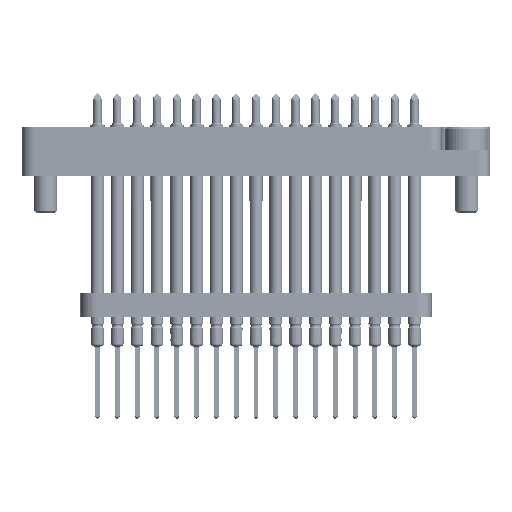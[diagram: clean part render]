
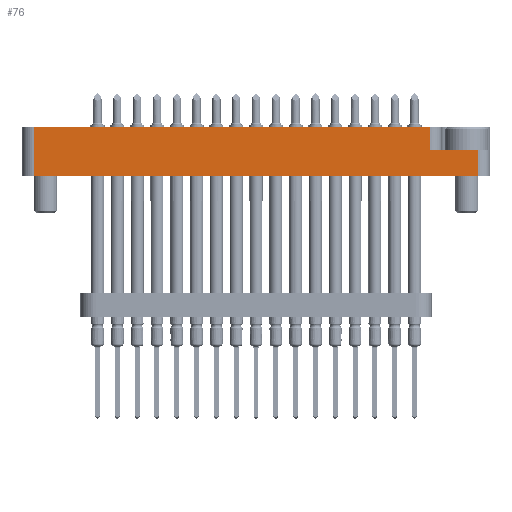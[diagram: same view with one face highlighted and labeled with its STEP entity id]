
A CAD part, left-side view. The second image highlights one B-rep face of the part: STEP entity #76.
In plain terms, the highlighted planar face has unit normal (-1, 0, 0).
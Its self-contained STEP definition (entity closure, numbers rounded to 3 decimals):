
#76 = ADVANCED_FACE ( 'NONE', ( #13043 ), #39773, .F. ) ;
#1051 = VECTOR ( 'NONE', #10705, 1000. ) ;
#1652 = CARTESIAN_POINT ( 'NONE',  ( -14.35, -22.25, 0.175 ) ) ;
#1704 = EDGE_CURVE ( 'NONE', #5799, #17644, #30925, .T. ) ;
#2480 = VERTEX_POINT ( 'NONE', #39088 ) ;
#2908 = AXIS2_PLACEMENT_3D ( 'NONE', #36879, #18553, #29400 ) ;
#4191 = LINE ( 'NONE', #44199, #1051 ) ;
#4196 = VECTOR ( 'NONE', #37980, 1000. ) ;
#4199 = ORIENTED_EDGE ( 'NONE', *, *, #30434, .F. ) ;
#4861 = CARTESIAN_POINT ( 'NONE',  ( -14.35, -28.5, 0.175 ) ) ;
#5134 = DIRECTION ( 'NONE',  ( 0., -1., 0. ) ) ;
#5799 = VERTEX_POINT ( 'NONE', #1652 ) ;
#7008 = LINE ( 'NONE', #14727, #29306 ) ;
#7092 = VECTOR ( 'NONE', #42642, 1000. ) ;
#7333 = ORIENTED_EDGE ( 'NONE', *, *, #46607, .T. ) ;
#10705 = DIRECTION ( 'NONE',  ( 0., -1., 0. ) ) ;
#10738 = CARTESIAN_POINT ( 'NONE',  ( -14.35, -22.25, 3.175 ) ) ;
#11416 = CARTESIAN_POINT ( 'NONE',  ( -14.35, -30., 3.175 ) ) ;
#12840 = VERTEX_POINT ( 'NONE', #10738 ) ;
#13043 = FACE_OUTER_BOUND ( 'NONE', #45420, .T. ) ;
#14727 = CARTESIAN_POINT ( 'NONE',  ( -14.35, 28.5, 3.175 ) ) ;
#16533 = CARTESIAN_POINT ( 'NONE',  ( -14.35, -22.25, 3.175 ) ) ;
#17644 = VERTEX_POINT ( 'NONE', #4861 ) ;
#18553 = DIRECTION ( 'NONE',  ( 1., 0., 0. ) ) ;
#19833 = VECTOR ( 'NONE', #5134, 1000. ) ;
#20246 = CARTESIAN_POINT ( 'NONE',  ( -14.35, -28.5, 3.175 ) ) ;
#20989 = ORIENTED_EDGE ( 'NONE', *, *, #25054, .T. ) ;
#22822 = EDGE_CURVE ( 'NONE', #2480, #17644, #34448, .T. ) ;
#23270 = LINE ( 'NONE', #16533, #4196 ) ;
#23441 = CARTESIAN_POINT ( 'NONE',  ( -14.35, -30., 0.175 ) ) ;
#24016 = CARTESIAN_POINT ( 'NONE',  ( -14.35, 28.5, 3.175 ) ) ;
#25054 = EDGE_CURVE ( 'NONE', #5799, #12840, #23270, .T. ) ;
#29030 = LINE ( 'NONE', #11416, #47134 ) ;
#29306 = VECTOR ( 'NONE', #44114, 1000. ) ;
#29400 = DIRECTION ( 'NONE',  ( 0., 0., -1. ) ) ;
#30434 = EDGE_CURVE ( 'NONE', #44676, #12840, #29030, .T. ) ;
#30575 = ORIENTED_EDGE ( 'NONE', *, *, #34171, .T. ) ;
#30925 = LINE ( 'NONE', #23441, #19833 ) ;
#34171 = EDGE_CURVE ( 'NONE', #38240, #2480, #4191, .T. ) ;
#34448 = LINE ( 'NONE', #20246, #7092 ) ;
#36879 = CARTESIAN_POINT ( 'NONE',  ( -14.35, -30., 3.175 ) ) ;
#37980 = DIRECTION ( 'NONE',  ( 0., 0., 1. ) ) ;
#38240 = VERTEX_POINT ( 'NONE', #46733 ) ;
#39088 = CARTESIAN_POINT ( 'NONE',  ( -14.35, -28.5, -3.175 ) ) ;
#39773 = PLANE ( 'NONE',  #2908 ) ;
#40368 = DIRECTION ( 'NONE',  ( 0., -1., 0. ) ) ;
#41597 = ORIENTED_EDGE ( 'NONE', *, *, #1704, .F. ) ;
#42642 = DIRECTION ( 'NONE',  ( 0., 0., 1. ) ) ;
#44114 = DIRECTION ( 'NONE',  ( 0., 0., -1. ) ) ;
#44199 = CARTESIAN_POINT ( 'NONE',  ( -14.35, -30., -3.175 ) ) ;
#44676 = VERTEX_POINT ( 'NONE', #24016 ) ;
#45085 = ORIENTED_EDGE ( 'NONE', *, *, #22822, .T. ) ;
#45420 = EDGE_LOOP ( 'NONE', ( #4199, #7333, #30575, #45085, #41597, #20989 ) ) ;
#46607 = EDGE_CURVE ( 'NONE', #44676, #38240, #7008, .T. ) ;
#46733 = CARTESIAN_POINT ( 'NONE',  ( -14.35, 28.5, -3.175 ) ) ;
#47134 = VECTOR ( 'NONE', #40368, 1000. ) ;
